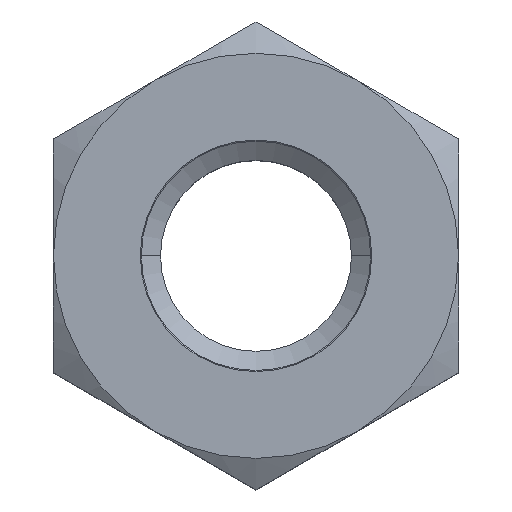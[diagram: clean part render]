
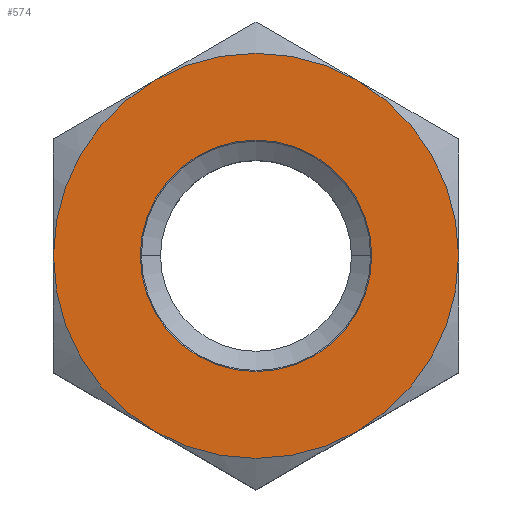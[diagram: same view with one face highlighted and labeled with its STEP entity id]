
A CAD part, top view. The second image highlights one B-rep face of the part: STEP entity #574.
In plain terms, the highlighted planar face has unit normal (0, 0, 1).
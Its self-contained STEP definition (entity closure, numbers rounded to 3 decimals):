
#2 = DIRECTION ( 'NONE',  ( 1., 0., 0. ) ) ;
#4 = CIRCLE ( 'NONE', #1216, 3.5 ) ;
#18 = EDGE_CURVE ( 'NONE', #267, #69, #4, .T. ) ;
#27 = CARTESIAN_POINT ( 'NONE',  ( 0., 0., 0. ) ) ;
#28 = CARTESIAN_POINT ( 'NONE',  ( 2., 0., 0. ) ) ;
#35 = CIRCLE ( 'NONE', #118, 3.5 ) ;
#67 = ORIENTED_EDGE ( 'NONE', *, *, #409, .T. ) ;
#69 = VERTEX_POINT ( 'NONE', #1412 ) ;
#86 = VERTEX_POINT ( 'NONE', #133 ) ;
#88 = DIRECTION ( 'NONE',  ( 1., 0., 0. ) ) ;
#118 = AXIS2_PLACEMENT_3D ( 'NONE', #475, #1305, #607 ) ;
#133 = CARTESIAN_POINT ( 'NONE',  ( -1.75, 3.031, 0. ) ) ;
#154 = DIRECTION ( 'NONE',  ( 1., 0., 0. ) ) ;
#178 = CIRCLE ( 'NONE', #935, 3.5 ) ;
#220 = EDGE_LOOP ( 'NONE', ( #67, #959, #929, #261, #1297, #1428 ) ) ;
#261 = ORIENTED_EDGE ( 'NONE', *, *, #1052, .T. ) ;
#267 = VERTEX_POINT ( 'NONE', #1163 ) ;
#279 = VERTEX_POINT ( 'NONE', #313 ) ;
#313 = CARTESIAN_POINT ( 'NONE',  ( 1.75, -3.031, 0. ) ) ;
#367 = ORIENTED_EDGE ( 'NONE', *, *, #1218, .F. ) ;
#373 = CARTESIAN_POINT ( 'NONE',  ( 0., 0., 0. ) ) ;
#400 = FACE_BOUND ( 'NONE', #1483, .T. ) ;
#409 = EDGE_CURVE ( 'NONE', #279, #1002, #968, .T. ) ;
#444 = DIRECTION ( 'NONE',  ( 0., 0., 1. ) ) ;
#462 = AXIS2_PLACEMENT_3D ( 'NONE', #487, #1311, #621 ) ;
#475 = CARTESIAN_POINT ( 'NONE',  ( 0., 0., 0. ) ) ;
#487 = CARTESIAN_POINT ( 'NONE',  ( 0., 0., 0. ) ) ;
#494 = EDGE_CURVE ( 'NONE', #1362, #86, #178, .T. ) ;
#508 = DIRECTION ( 'NONE',  ( 1., 0., 0. ) ) ;
#523 = AXIS2_PLACEMENT_3D ( 'NONE', #1300, #605, #1416 ) ;
#538 = EDGE_CURVE ( 'NONE', #69, #279, #1050, .T. ) ;
#574 = ADVANCED_FACE ( 'NONE', ( #1462, #400 ), #1225, .T. ) ;
#605 = DIRECTION ( 'NONE',  ( 0., 0., 1. ) ) ;
#607 = DIRECTION ( 'NONE',  ( 1., 0., 0. ) ) ;
#621 = DIRECTION ( 'NONE',  ( 1., 0., 0. ) ) ;
#661 = DIRECTION ( 'NONE',  ( 1., 0., 0. ) ) ;
#751 = CIRCLE ( 'NONE', #1099, 3.5 ) ;
#752 = CARTESIAN_POINT ( 'NONE',  ( 0., 0., 0. ) ) ;
#775 = AXIS2_PLACEMENT_3D ( 'NONE', #27, #913, #154 ) ;
#779 = DIRECTION ( 'NONE',  ( 0., 0., 1. ) ) ;
#792 = VERTEX_POINT ( 'NONE', #28 ) ;
#857 = CIRCLE ( 'NONE', #462, 2. ) ;
#865 = DIRECTION ( 'NONE',  ( 1., 0., 0. ) ) ;
#913 = DIRECTION ( 'NONE',  ( 0., 0., 1. ) ) ;
#915 = EDGE_CURVE ( 'NONE', #1002, #1362, #35, .T. ) ;
#929 = ORIENTED_EDGE ( 'NONE', *, *, #494, .T. ) ;
#935 = AXIS2_PLACEMENT_3D ( 'NONE', #752, #1556, #865 ) ;
#954 = EDGE_CURVE ( 'NONE', #792, #1096, #857, .T. ) ;
#959 = ORIENTED_EDGE ( 'NONE', *, *, #915, .T. ) ;
#968 = CIRCLE ( 'NONE', #523, 3.5 ) ;
#987 = CARTESIAN_POINT ( 'NONE',  ( 3.5, 0., 0. ) ) ;
#1002 = VERTEX_POINT ( 'NONE', #987 ) ;
#1044 = CARTESIAN_POINT ( 'NONE',  ( 1.75, 3.031, 0. ) ) ;
#1050 = CIRCLE ( 'NONE', #1161, 3.5 ) ;
#1052 = EDGE_CURVE ( 'NONE', #86, #267, #751, .T. ) ;
#1096 = VERTEX_POINT ( 'NONE', #1577 ) ;
#1099 = AXIS2_PLACEMENT_3D ( 'NONE', #373, #1215, #508 ) ;
#1113 = CARTESIAN_POINT ( 'NONE',  ( -7., 0., 0. ) ) ;
#1161 = AXIS2_PLACEMENT_3D ( 'NONE', #1457, #779, #2 ) ;
#1163 = CARTESIAN_POINT ( 'NONE',  ( -3.5, 0., 0. ) ) ;
#1207 = CIRCLE ( 'NONE', #775, 2. ) ;
#1215 = DIRECTION ( 'NONE',  ( 0., 0., 1. ) ) ;
#1216 = AXIS2_PLACEMENT_3D ( 'NONE', #1507, #444, #88 ) ;
#1218 = EDGE_CURVE ( 'NONE', #1096, #792, #1207, .T. ) ;
#1225 = PLANE ( 'NONE',  #1466 ) ;
#1297 = ORIENTED_EDGE ( 'NONE', *, *, #18, .T. ) ;
#1300 = CARTESIAN_POINT ( 'NONE',  ( 0., 0., 0. ) ) ;
#1305 = DIRECTION ( 'NONE',  ( 0., 0., 1. ) ) ;
#1311 = DIRECTION ( 'NONE',  ( 0., 0., 1. ) ) ;
#1342 = DIRECTION ( 'NONE',  ( 0., 0., 1. ) ) ;
#1362 = VERTEX_POINT ( 'NONE', #1044 ) ;
#1412 = CARTESIAN_POINT ( 'NONE',  ( -1.75, -3.031, 0. ) ) ;
#1416 = DIRECTION ( 'NONE',  ( 1., 0., 0. ) ) ;
#1428 = ORIENTED_EDGE ( 'NONE', *, *, #538, .T. ) ;
#1457 = CARTESIAN_POINT ( 'NONE',  ( 0., 0., 0. ) ) ;
#1462 = FACE_OUTER_BOUND ( 'NONE', #220, .T. ) ;
#1466 = AXIS2_PLACEMENT_3D ( 'NONE', #1113, #1342, #661 ) ;
#1483 = EDGE_LOOP ( 'NONE', ( #1566, #367 ) ) ;
#1507 = CARTESIAN_POINT ( 'NONE',  ( 0., 0., 0. ) ) ;
#1556 = DIRECTION ( 'NONE',  ( 0., 0., 1. ) ) ;
#1566 = ORIENTED_EDGE ( 'NONE', *, *, #954, .F. ) ;
#1577 = CARTESIAN_POINT ( 'NONE',  ( -2., 0., 0. ) ) ;
